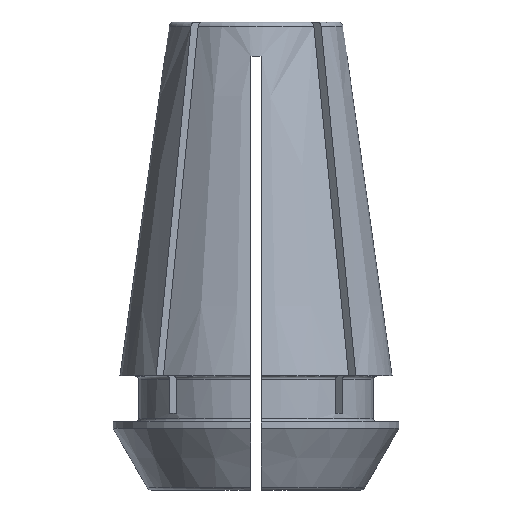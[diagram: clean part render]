
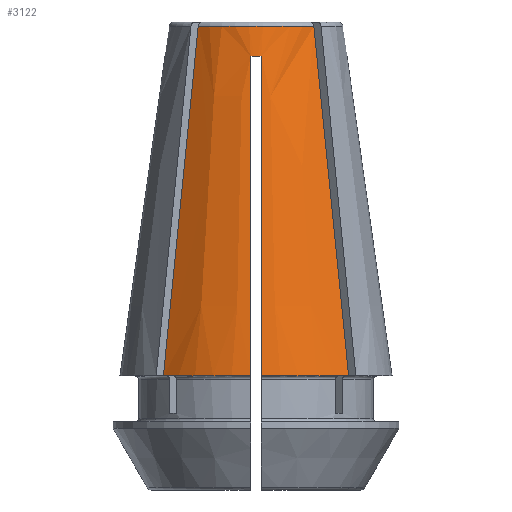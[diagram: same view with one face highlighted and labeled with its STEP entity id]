
A CAD part, front view. The second image highlights one B-rep face of the part: STEP entity #3122.
In plain terms, the highlighted conical face has half-angle 8 degrees and reference radius 5.077 mm.
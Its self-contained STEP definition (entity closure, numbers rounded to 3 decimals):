
#34=CONICAL_SURFACE('',#3453,5.077,0.14);
#93=B_SPLINE_CURVE_WITH_KNOTS('',3,(#4612,#4613,#4614,#4615),
 .UNSPECIFIED.,.F.,.F.,(4,4),(0.,0.021),.UNSPECIFIED.);
#116=B_SPLINE_CURVE_WITH_KNOTS('',3,(#4866,#4867,#4868,#4869),
 .UNSPECIFIED.,.F.,.F.,(4,4),(0.,0.021),
 .UNSPECIFIED.);
#184=B_SPLINE_CURVE_WITH_KNOTS('',3,(#5599,#5600,#5601,#5602),
 .UNSPECIFIED.,.F.,.F.,(4,4),(0.,0.019),.UNSPECIFIED.);
#185=B_SPLINE_CURVE_WITH_KNOTS('',3,(#5603,#5604,#5605,#5606),
 .UNSPECIFIED.,.F.,.F.,(4,4),(0.,0.019),.UNSPECIFIED.);
#258=CIRCLE('',#3219,5.358);
#366=CIRCLE('',#3417,8.);
#384=CIRCLE('',#3451,5.113);
#386=CIRCLE('',#3454,8.);
#1064=ORIENTED_EDGE('',*,*,#1826,.T.);
#1065=ORIENTED_EDGE('',*,*,#1475,.T.);
#1066=ORIENTED_EDGE('',*,*,#1824,.F.);
#1067=ORIENTED_EDGE('',*,*,#1564,.F.);
#1068=ORIENTED_EDGE('',*,*,#1786,.T.);
#1069=ORIENTED_EDGE('',*,*,#1827,.F.);
#1070=ORIENTED_EDGE('',*,*,#1501,.F.);
#1071=ORIENTED_EDGE('',*,*,#1828,.T.);
#1475=EDGE_CURVE('',#1962,#1961,#93,.T.);
#1501=EDGE_CURVE('',#1985,#1986,#258,.T.);
#1564=EDGE_CURVE('',#2044,#2045,#116,.T.);
#1786=EDGE_CURVE('',#2044,#2180,#366,.T.);
#1824=EDGE_CURVE('',#2045,#1961,#384,.T.);
#1826=EDGE_CURVE('',#2202,#1962,#386,.T.);
#1827=EDGE_CURVE('',#1986,#2180,#184,.T.);
#1828=EDGE_CURVE('',#1985,#2202,#185,.T.);
#1961=VERTEX_POINT('',#4611);
#1962=VERTEX_POINT('',#4616);
#1985=VERTEX_POINT('',#4686);
#1986=VERTEX_POINT('',#4688);
#2044=VERTEX_POINT('',#4865);
#2045=VERTEX_POINT('',#4870);
#2180=VERTEX_POINT('',#5487);
#2202=VERTEX_POINT('',#5598);
#2722=EDGE_LOOP('',(#1064,#1065,#1066,#1067,#1068,#1069,#1070,#1071));
#2886=FACE_BOUND('',#2722,.T.);
#3122=ADVANCED_FACE('',(#2886),#34,.T.);
#3219=AXIS2_PLACEMENT_3D('',#4687,#3666,#3667);
#3417=AXIS2_PLACEMENT_3D('',#5488,#4165,#4166);
#3451=AXIS2_PLACEMENT_3D('',#5594,#4243,#4244);
#3453=AXIS2_PLACEMENT_3D('',#5596,#4247,#4248);
#3454=AXIS2_PLACEMENT_3D('',#5597,#4249,#4250);
#3666=DIRECTION('',(0.,0.,-1.));
#3667=DIRECTION('',(-1.,0.,0.));
#4165=DIRECTION('',(0.,0.,1.));
#4166=DIRECTION('',(1.,0.,0.));
#4243=DIRECTION('',(0.,0.,1.));
#4244=DIRECTION('',(1.,0.,0.));
#4247=DIRECTION('',(0.,0.,-1.));
#4248=DIRECTION('',(-1.,0.,0.));
#4249=DIRECTION('',(0.,0.,1.));
#4250=DIRECTION('',(1.,0.,0.));
#4611=CARTESIAN_POINT('',(3.397,-3.821,27.442));
#4612=CARTESIAN_POINT('',(5.441,-5.865,6.9));
#4613=CARTESIAN_POINT('',(4.76,-5.184,13.747));
#4614=CARTESIAN_POINT('',(4.079,-4.503,20.595));
#4615=CARTESIAN_POINT('',(3.397,-3.821,27.442));
#4616=CARTESIAN_POINT('',(5.441,-5.865,6.9));
#4686=CARTESIAN_POINT('',(0.3,-5.349,25.7));
#4687=CARTESIAN_POINT('',(0.,0.,25.7));
#4688=CARTESIAN_POINT('',(-0.3,-5.349,25.7));
#4865=CARTESIAN_POINT('',(-5.441,-5.865,6.9));
#4866=CARTESIAN_POINT('',(-5.441,-5.865,6.9));
#4867=CARTESIAN_POINT('',(-4.76,-5.184,13.747));
#4868=CARTESIAN_POINT('',(-4.079,-4.503,20.595));
#4869=CARTESIAN_POINT('',(-3.397,-3.821,27.442));
#4870=CARTESIAN_POINT('',(-3.397,-3.821,27.442));
#5487=CARTESIAN_POINT('',(-0.3,-7.994,6.9));
#5488=CARTESIAN_POINT('',(0.,0.,6.9));
#5594=CARTESIAN_POINT('',(0.,0.,27.442));
#5596=CARTESIAN_POINT('',(0.,0.,27.7));
#5597=CARTESIAN_POINT('',(0.,0.,6.9));
#5598=CARTESIAN_POINT('',(0.3,-7.994,6.9));
#5599=CARTESIAN_POINT('',(-0.3,-5.349,25.7));
#5600=CARTESIAN_POINT('',(-0.3,-6.232,19.433));
#5601=CARTESIAN_POINT('',(-0.3,-7.113,13.167));
#5602=CARTESIAN_POINT('',(-0.3,-7.994,6.9));
#5603=CARTESIAN_POINT('',(0.3,-5.349,25.7));
#5604=CARTESIAN_POINT('',(0.3,-6.232,19.433));
#5605=CARTESIAN_POINT('',(0.3,-7.113,13.167));
#5606=CARTESIAN_POINT('',(0.3,-7.994,6.9));
